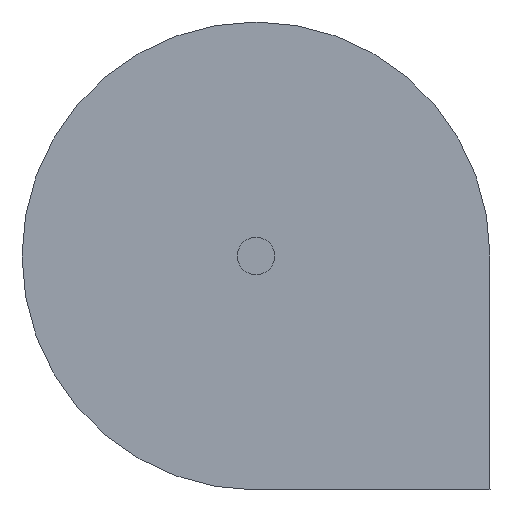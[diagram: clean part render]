
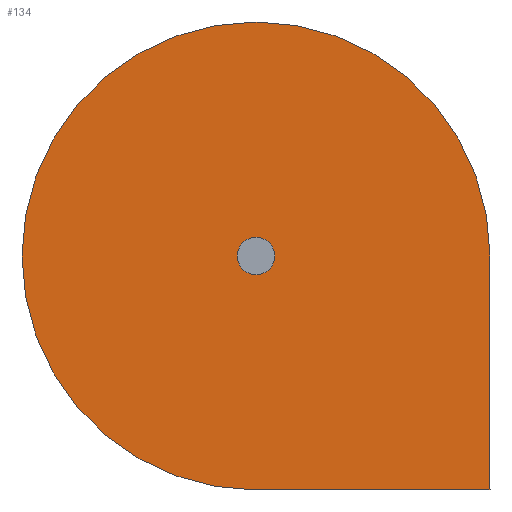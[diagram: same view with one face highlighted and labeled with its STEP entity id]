
A CAD part, front view. The second image highlights one B-rep face of the part: STEP entity #134.
In plain terms, the highlighted planar face has unit normal (0, -1, 0).
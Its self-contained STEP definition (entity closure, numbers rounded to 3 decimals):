
#24 = VERTEX_POINT('',#25);
#25 = CARTESIAN_POINT('',(-84.3,-55.,-164.9));
#31 = EDGE_CURVE('',#24,#32,#34,.T.);
#32 = VERTEX_POINT('',#33);
#33 = CARTESIAN_POINT('',(-99.3,-55.,-179.9));
#34 = CIRCLE('',#35,15.);
#35 = AXIS2_PLACEMENT_3D('',#36,#37,#38);
#36 = CARTESIAN_POINT('',(-99.3,-55.,-164.9));
#37 = DIRECTION('',(0.,-1.,0.));
#38 = DIRECTION('',(1.,0.,0.));
#64 = EDGE_CURVE('',#24,#65,#67,.T.);
#65 = VERTEX_POINT('',#66);
#66 = CARTESIAN_POINT('',(-84.3,-55.,-179.9));
#67 = LINE('',#68,#69);
#68 = CARTESIAN_POINT('',(-84.3,-55.,-164.9));
#69 = VECTOR('',#70,1.);
#70 = DIRECTION('',(0.,0.,-1.));
#95 = EDGE_CURVE('',#65,#32,#96,.T.);
#96 = LINE('',#97,#98);
#97 = CARTESIAN_POINT('',(-84.3,-55.,-179.9));
#98 = VECTOR('',#99,1.);
#99 = DIRECTION('',(-1.,0.,0.));
#134 = ADVANCED_FACE('',(#135,#140),#151,.F.);
#135 = FACE_BOUND('',#136,.F.);
#136 = EDGE_LOOP('',(#137,#138,#139));
#137 = ORIENTED_EDGE('',*,*,#31,.F.);
#138 = ORIENTED_EDGE('',*,*,#64,.T.);
#139 = ORIENTED_EDGE('',*,*,#95,.T.);
#140 = FACE_BOUND('',#141,.F.);
#141 = EDGE_LOOP('',(#142));
#142 = ORIENTED_EDGE('',*,*,#143,.T.);
#143 = EDGE_CURVE('',#144,#144,#146,.T.);
#144 = VERTEX_POINT('',#145);
#145 = CARTESIAN_POINT('',(-98.1,-55.,-164.9));
#146 = CIRCLE('',#147,1.2);
#147 = AXIS2_PLACEMENT_3D('',#148,#149,#150);
#148 = CARTESIAN_POINT('',(-99.3,-55.,-164.9));
#149 = DIRECTION('',(0.,-1.,0.));
#150 = DIRECTION('',(1.,0.,0.));
#151 = PLANE('',#152);
#152 = AXIS2_PLACEMENT_3D('',#153,#154,#155);
#153 = CARTESIAN_POINT('',(-97.395,-55.,-166.805));
#154 = DIRECTION('',(0.,1.,0.));
#155 = DIRECTION('',(0.,0.,1.));
